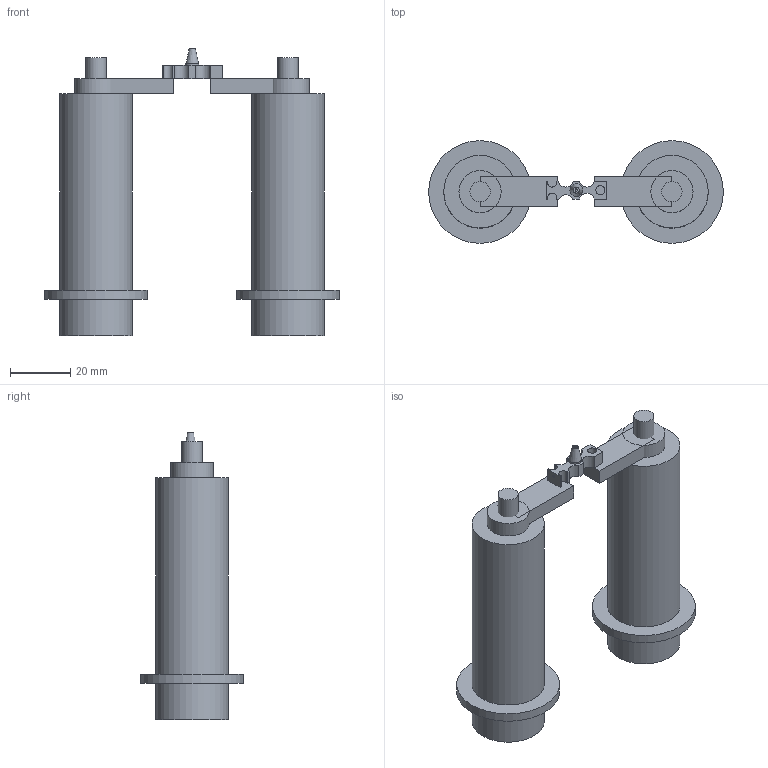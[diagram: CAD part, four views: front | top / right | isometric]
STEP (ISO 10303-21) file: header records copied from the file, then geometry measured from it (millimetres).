
FILE_DESCRIPTION(('FreeCAD Model'),'2;1');
FILE_NAME('bowtie_test_2.step', '2018-06-03T00:03:54',('Author'),(''), 'Open CASCADE STEP processor 6.8','FreeCAD','Unknown');
FILE_SCHEMA(('AUTOMOTIVE_DESIGN_CC2 { 1 2 10303 214 -1 1 5 4 }'));
Length unit declared in the file: millimetre
Products named in the file (11): ASSEMBLY; BowTieNozzle003; BowTie; BowTieBarMount003; BowTieBarRound1; BowTieBar1; FT1; FT002; BowTieBarRound2; BowTieBar002; BowTieBarMount1
Assembly tree (10 placements, depth 2):
  ASSEMBLY
    BowTieNozzle003
    BowTie
    BowTieBarMount003
    BowTieBarRound1
    BowTieBar1
    FT1
    FT002
    BowTieBarRound2
    BowTieBar002
    BowTieBarMount1
Bounding box: 97.5 x 34 x 95 mm (x, y, z)
Volume: 80234 mm3; surface area: 19857.6 mm2
Topology: 10 solids, 10 shells, 69 faces, 128 edges, 85 vertices
Faces by surface type: plane 44, cylinder 24, cone 1
Full cylindrical faces by diameter (mm): 0.8 x2, 3 x2, 4.2 x2, 6.7 x2, 14 x2, 24 x4, 34 x2
Entity records: 4077 total; most frequent: CARTESIAN_POINT 772, DIRECTION 564, LINE 261, VECTOR 261, ORIENTED_EDGE 256, PCURVE 256, DEFINITIONAL_REPRESENTATION 256, AXIS2_PLACEMENT_3D 128
